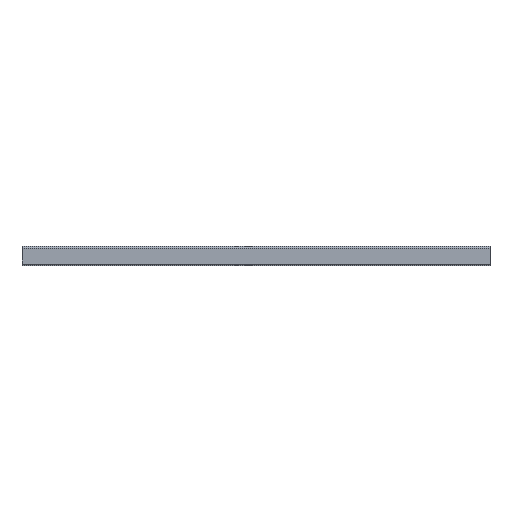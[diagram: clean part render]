
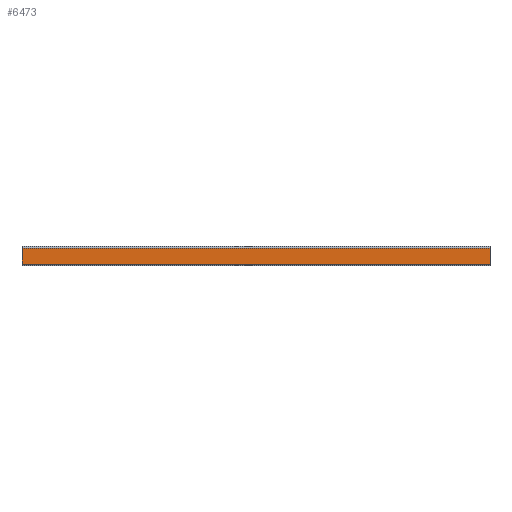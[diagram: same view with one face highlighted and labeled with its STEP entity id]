
A CAD part, front view. The second image highlights one B-rep face of the part: STEP entity #6473.
In plain terms, the highlighted planar face has unit normal (0, -1, 0).
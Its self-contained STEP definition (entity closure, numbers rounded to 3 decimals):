
#461=FACE_OUTER_BOUND('',#767,.T.);
#767=EDGE_LOOP('',(#5609,#5610,#5611,#5612));
#905=LINE('',#9588,#1527);
#1381=LINE('',#11007,#2003);
#1382=LINE('',#11010,#2004);
#1383=LINE('',#11011,#2005);
#1527=VECTOR('',#7519,1.);
#2003=VECTOR('',#9011,1000.);
#2004=VECTOR('',#9014,1000.);
#2005=VECTOR('',#9015,1000.);
#2633=VERTEX_POINT('',#9585);
#2634=VERTEX_POINT('',#9587);
#3069=VERTEX_POINT('',#11005);
#3070=VERTEX_POINT('',#11009);
#3320=EDGE_CURVE('',#2633,#2634,#905,.T.);
#4030=EDGE_CURVE('',#2633,#3069,#1381,.T.);
#4031=EDGE_CURVE('',#3069,#3070,#1382,.T.);
#4032=EDGE_CURVE('',#2634,#3070,#1383,.T.);
#5609=ORIENTED_EDGE('',*,*,#4030,.T.);
#5610=ORIENTED_EDGE('',*,*,#4031,.T.);
#5611=ORIENTED_EDGE('',*,*,#4032,.F.);
#5612=ORIENTED_EDGE('',*,*,#3320,.F.);
#6184=PLANE('',#7130);
#6473=ADVANCED_FACE('',(#461),#6184,.F.);
#7130=AXIS2_PLACEMENT_3D('',#11008,#9012,#9013);
#7519=DIRECTION('',(0.,0.,-1.));
#9011=DIRECTION('',(-1.,0.,0.));
#9012=DIRECTION('center_axis',(0.,1.,0.));
#9013=DIRECTION('ref_axis',(0.,0.,1.));
#9014=DIRECTION('',(0.,0.,-1.));
#9015=DIRECTION('',(-1.,0.,0.));
#9585=CARTESIAN_POINT('',(1100.,-129.989,-4.));
#9587=CARTESIAN_POINT('',(1100.,-129.989,-41.));
#9588=CARTESIAN_POINT('',(1100.,-129.989,-4.));
#11005=CARTESIAN_POINT('',(0.,-129.989,-4.));
#11007=CARTESIAN_POINT('',(1000.,-129.989,-4.));
#11008=CARTESIAN_POINT('Origin',(1000.,-129.989,-4.));
#11009=CARTESIAN_POINT('',(0.,-129.989,-41.));
#11010=CARTESIAN_POINT('',(0.,-129.989,-4.));
#11011=CARTESIAN_POINT('',(1000.,-129.989,-41.));
